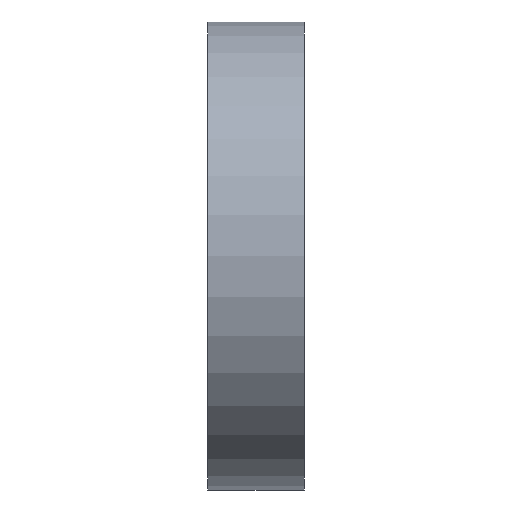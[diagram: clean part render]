
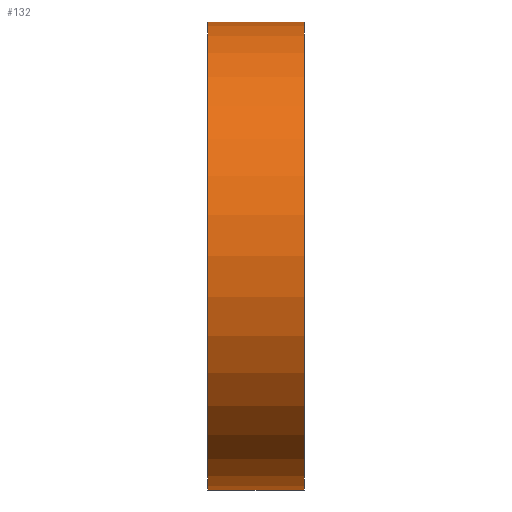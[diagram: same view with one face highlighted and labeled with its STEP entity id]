
A CAD part, left-side view. The second image highlights one B-rep face of the part: STEP entity #132.
In plain terms, the highlighted cylindrical face has radius 9.525 mm (diameter 19.05 mm), a partial arc.
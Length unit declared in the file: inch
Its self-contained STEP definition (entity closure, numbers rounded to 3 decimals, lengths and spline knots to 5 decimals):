
#46 = DIRECTION ( 'NONE',  ( 0., 1., 0. ) ) ;
#51 = DIRECTION ( 'NONE',  ( 0., 0., 1. ) ) ;
#60 = CIRCLE ( 'NONE', #449, 0.375 ) ;
#64 = CARTESIAN_POINT ( 'NONE',  ( 0., 0., -0.375 ) ) ;
#86 = CARTESIAN_POINT ( 'NONE',  ( 0., 0., 0. ) ) ;
#89 = AXIS2_PLACEMENT_3D ( 'NONE', #507, #394, #461 ) ;
#119 = VERTEX_POINT ( 'NONE', #419 ) ;
#132 = ADVANCED_FACE ( 'NONE', ( #487 ), #530, .T. ) ;
#145 = ORIENTED_EDGE ( 'NONE', *, *, #165, .F. ) ;
#147 = EDGE_CURVE ( 'NONE', #189, #512, #159, .T. ) ;
#159 = LINE ( 'NONE', #388, #538 ) ;
#165 = EDGE_CURVE ( 'NONE', #119, #519, #305, .T. ) ;
#189 = VERTEX_POINT ( 'NONE', #521 ) ;
#209 = EDGE_CURVE ( 'NONE', #512, #519, #60, .T. ) ;
#237 = CARTESIAN_POINT ( 'NONE',  ( 0., 0.154, 0. ) ) ;
#238 = DIRECTION ( 'NONE',  ( 0., 1., 0. ) ) ;
#269 = AXIS2_PLACEMENT_3D ( 'NONE', #237, #238, #278 ) ;
#272 = ORIENTED_EDGE ( 'NONE', *, *, #209, .T. ) ;
#278 = DIRECTION ( 'NONE',  ( 0., 0., 1. ) ) ;
#305 = LINE ( 'NONE', #377, #522 ) ;
#319 = ORIENTED_EDGE ( 'NONE', *, *, #147, .T. ) ;
#360 = EDGE_CURVE ( 'NONE', #189, #119, #468, .T. ) ;
#377 = CARTESIAN_POINT ( 'NONE',  ( 0., 0.154, 0.375 ) ) ;
#382 = DIRECTION ( 'NONE',  ( 0., -1., 0. ) ) ;
#388 = CARTESIAN_POINT ( 'NONE',  ( 0., 0.154, -0.375 ) ) ;
#394 = DIRECTION ( 'NONE',  ( 0., -1., 0. ) ) ;
#414 = ORIENTED_EDGE ( 'NONE', *, *, #360, .F. ) ;
#419 = CARTESIAN_POINT ( 'NONE',  ( 0., 0.154, 0.375 ) ) ;
#436 = CARTESIAN_POINT ( 'NONE',  ( 0., 0., 0.375 ) ) ;
#447 = DIRECTION ( 'NONE',  ( 0., -1., 0. ) ) ;
#449 = AXIS2_PLACEMENT_3D ( 'NONE', #86, #46, #51 ) ;
#461 = DIRECTION ( 'NONE',  ( 0., 0., -1. ) ) ;
#468 = CIRCLE ( 'NONE', #269, 0.375 ) ;
#479 = EDGE_LOOP ( 'NONE', ( #145, #414, #319, #272 ) ) ;
#487 = FACE_OUTER_BOUND ( 'NONE', #479, .T. ) ;
#507 = CARTESIAN_POINT ( 'NONE',  ( 0., 0.154, 0. ) ) ;
#512 = VERTEX_POINT ( 'NONE', #64 ) ;
#519 = VERTEX_POINT ( 'NONE', #436 ) ;
#521 = CARTESIAN_POINT ( 'NONE',  ( 0., 0.154, -0.375 ) ) ;
#522 = VECTOR ( 'NONE', #447, 39.37008 ) ;
#530 = CYLINDRICAL_SURFACE ( 'NONE', #89, 0.375 ) ;
#538 = VECTOR ( 'NONE', #382, 39.37008 ) ;
